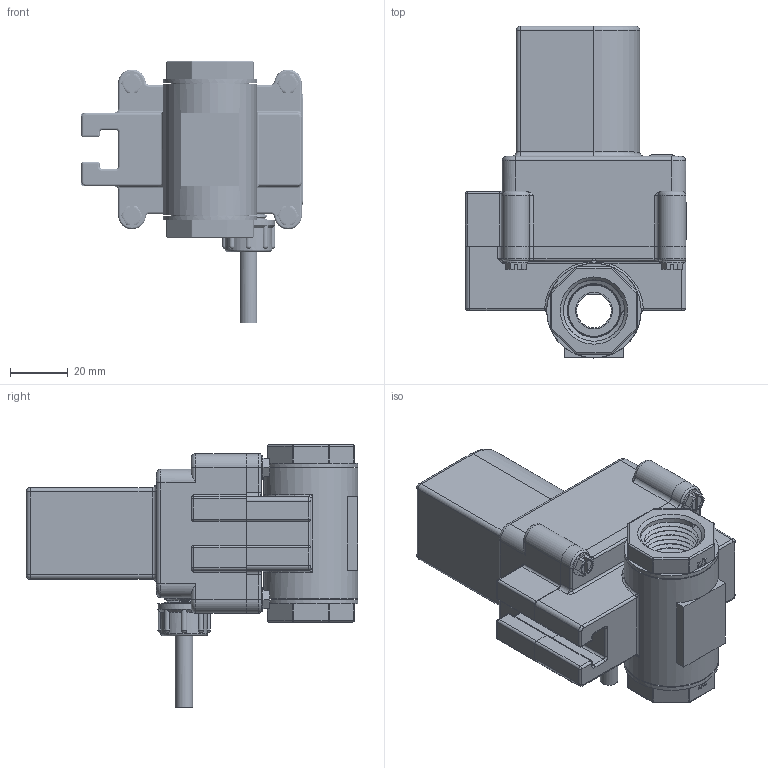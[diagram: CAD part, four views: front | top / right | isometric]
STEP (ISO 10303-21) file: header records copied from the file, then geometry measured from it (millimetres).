
FILE_DESCRIPTION(/* description */ ('1/2" LEV ON/OFF 3 WIRE 12VDC EPDM'),/* implementation_level */ '2;1');
FILE_NAME(/* name */ 'LEV050.stp',/* time_stamp */ '2023-04-19T13:10:45-04:00',/* author */ ('Aaron'),/* organization */ (''),/* preprocessor_version */ 'ST-DEVELOPER v18.1',/* originating_system */ 'Autodesk Inventor 2022',/* authorisation */ '');
FILE_SCHEMA (('AUTOMOTIVE_DESIGN { 1 0 10303 214 3 1 1 }'));
Length unit declared in the file: inch
Products named in the file (28): LEV050; 12724; 12717; A035; LEV050X; LEV05254D; LV05256A1; LV05256A; LV05258T1; LEV05255PE; FP26041E; LEV3000; LEV3000KIT; LEV03102; LEV05151D; M22P0231YSGT1; LEV117; MVE002A; MVE005; LEV03104; LEV3000ASM; LEV108E; wire_3_LEV; LEV108F; M2x5; TCST5250; VE15220; 050DECAL
Assembly tree (37 placements, depth 4):
  LEV050
    VE15220  x4
    12724
    12717
    A035
    LEV050X
      LEV05254D
      LV05256A1  x2
        LV05256A
      LV05258T1  x2
      LEV05255PE
      FP26041E  x2
    LEV3000
      LEV3000KIT
        LEV03102
        LEV05151D
        M22P0231YSGT1
        LEV117
        MVE002A
        MVE005
        LEV03104
      LEV3000ASM
        LEV108E
        wire_3_LEV
        LEV108F
        M2x5  x4
        TCST5250  x2
    050DECAL
Bounding box: 76.48 x 114.74 x 90.7 mm (x, y, z)
Volume: 151626.5 mm3; surface area: 97744.7 mm2
Topology: 32 solids, 32 shells, 3168 faces, 8112 edges, 5140 vertices
Faces by surface type: plane 1492, cylinder 711, bspline 467, torus 210, cone 208, sphere 80
Full cylindrical faces by diameter (mm): 0.9 x8, 1.168 x2, 1.2 x4, 1.4 x2, 1.48 x44, 1.575 x4, 1.587 x2, 1.778 x4, 2 x44, 2.4 x4, 2.794 x4, 3.505 x48, 3.962 x1, 4 x4, 4.064 x4, 4.318 x1, 6.096 x2, 6.172 x1, 6.35 x1, 6.782 x1, 7.188 x1, 7.62 x1, 7.874 x1, 7.976 x1, 8.077 x1, 8.331 x4, 9.525 x1, 10.668 x1, 10.998 x1, 11.709 x1
Entity records: 89532 total; most frequent: CARTESIAN_POINT 28357, ORIENTED_EDGE 12810, DIRECTION 11312, EDGE_CURVE 6405, VERTEX_POINT 4100, LINE 3912, VECTOR 3912, AXIS2_PLACEMENT_3D 3700
